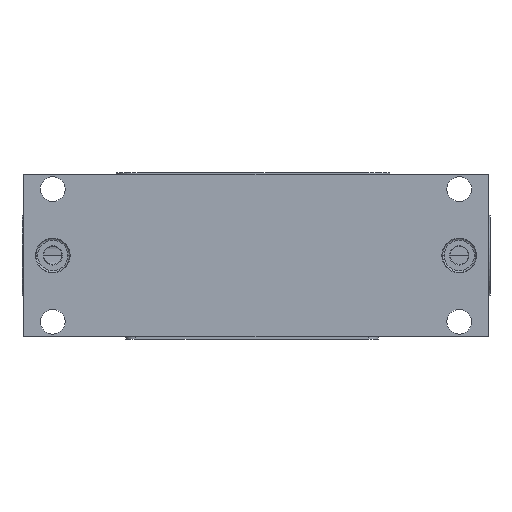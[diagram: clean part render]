
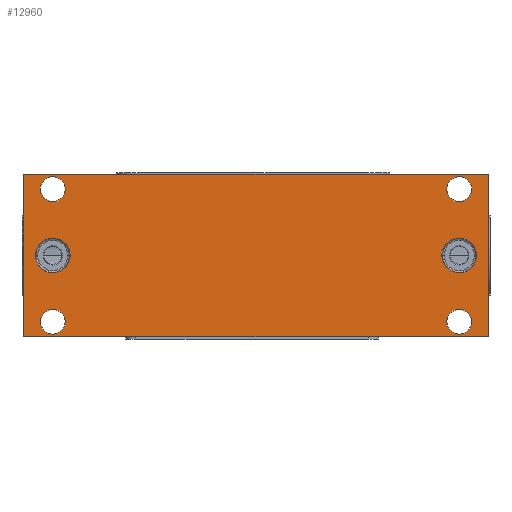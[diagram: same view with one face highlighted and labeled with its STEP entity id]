
A CAD part, front view. The second image highlights one B-rep face of the part: STEP entity #12960.
In plain terms, the highlighted planar face has unit normal (0, -1, 0).
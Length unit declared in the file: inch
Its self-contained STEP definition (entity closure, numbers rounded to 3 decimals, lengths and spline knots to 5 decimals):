
#10551=DIRECTION('',(0.,0.,-1.));
#10552=VECTOR('',#10551,1.45);
#10553=CARTESIAN_POINT('',(-2.07,-1.09,0.725));
#10554=LINE('',#10553,#10552);
#10555=DIRECTION('',(-1.,0.,0.));
#10556=VECTOR('',#10555,4.14);
#10557=CARTESIAN_POINT('',(2.07,-1.09,0.725));
#10558=LINE('',#10557,#10556);
#10559=DIRECTION('',(0.,0.,1.));
#10560=VECTOR('',#10559,1.45);
#10561=CARTESIAN_POINT('',(2.07,-1.09,-0.725));
#10562=LINE('',#10561,#10560);
#10563=DIRECTION('',(1.,0.,0.));
#10564=VECTOR('',#10563,4.14);
#10565=CARTESIAN_POINT('',(-2.07,-1.09,-0.725));
#10566=LINE('',#10565,#10564);
#10567=CARTESIAN_POINT('',(-1.811,-1.09,0.591));
#10568=DIRECTION('',(0.,-1.,0.));
#10569=DIRECTION('',(1.,0.,0.));
#10570=AXIS2_PLACEMENT_3D('',#10567,#10568,#10569);
#10572=CARTESIAN_POINT('',(-1.811,-1.09,0.591));
#10573=DIRECTION('',(0.,-1.,0.));
#10574=DIRECTION('',(-1.,0.,0.));
#10575=AXIS2_PLACEMENT_3D('',#10572,#10573,#10574);
#10577=CARTESIAN_POINT('',(1.811,-1.09,0.591));
#10578=DIRECTION('',(0.,-1.,0.));
#10579=DIRECTION('',(1.,0.,0.));
#10580=AXIS2_PLACEMENT_3D('',#10577,#10578,#10579);
#10582=CARTESIAN_POINT('',(1.811,-1.09,0.591));
#10583=DIRECTION('',(0.,-1.,0.));
#10584=DIRECTION('',(-1.,0.,0.));
#10585=AXIS2_PLACEMENT_3D('',#10582,#10583,#10584);
#10587=CARTESIAN_POINT('',(-1.811,-1.09,-0.591));
#10588=DIRECTION('',(0.,-1.,0.));
#10589=DIRECTION('',(1.,0.,0.));
#10590=AXIS2_PLACEMENT_3D('',#10587,#10588,#10589);
#10592=CARTESIAN_POINT('',(-1.811,-1.09,-0.591));
#10593=DIRECTION('',(0.,-1.,0.));
#10594=DIRECTION('',(-1.,0.,0.));
#10595=AXIS2_PLACEMENT_3D('',#10592,#10593,#10594);
#10597=CARTESIAN_POINT('',(1.811,-1.09,-0.591));
#10598=DIRECTION('',(0.,-1.,0.));
#10599=DIRECTION('',(1.,0.,0.));
#10600=AXIS2_PLACEMENT_3D('',#10597,#10598,#10599);
#10602=CARTESIAN_POINT('',(1.811,-1.09,-0.591));
#10603=DIRECTION('',(0.,-1.,0.));
#10604=DIRECTION('',(-1.,0.,0.));
#10605=AXIS2_PLACEMENT_3D('',#10602,#10603,#10604);
#10607=CARTESIAN_POINT('',(-1.811,-1.09,0.));
#10608=DIRECTION('',(0.,1.,0.));
#10609=DIRECTION('',(-1.,0.,0.));
#10610=AXIS2_PLACEMENT_3D('',#10607,#10608,#10609);
#10612=CARTESIAN_POINT('',(-1.811,-1.09,0.));
#10613=DIRECTION('',(0.,1.,0.));
#10614=DIRECTION('',(1.,0.,0.));
#10615=AXIS2_PLACEMENT_3D('',#10612,#10613,#10614);
#10617=CARTESIAN_POINT('',(1.811,-1.09,0.));
#10618=DIRECTION('',(0.,1.,0.));
#10619=DIRECTION('',(-1.,0.,0.));
#10620=AXIS2_PLACEMENT_3D('',#10617,#10618,#10619);
#10622=CARTESIAN_POINT('',(1.811,-1.09,0.));
#10623=DIRECTION('',(0.,1.,0.));
#10624=DIRECTION('',(1.,0.,0.));
#10625=AXIS2_PLACEMENT_3D('',#10622,#10623,#10624);
#12324=CARTESIAN_POINT('',(-2.07,-1.09,0.725));
#12325=CARTESIAN_POINT('',(-2.07,-1.09,-0.725));
#12326=VERTEX_POINT('',#12324);
#12327=VERTEX_POINT('',#12325);
#12328=CARTESIAN_POINT('',(2.07,-1.09,-0.725));
#12329=VERTEX_POINT('',#12328);
#12330=CARTESIAN_POINT('',(2.07,-1.09,0.725));
#12331=VERTEX_POINT('',#12330);
#12576=CARTESIAN_POINT('',(-1.7005,-1.09,0.591));
#12577=CARTESIAN_POINT('',(-1.9215,-1.09,0.591));
#12578=VERTEX_POINT('',#12576);
#12579=VERTEX_POINT('',#12577);
#12584=CARTESIAN_POINT('',(1.9215,-1.09,0.591));
#12585=CARTESIAN_POINT('',(1.7005,-1.09,0.591));
#12586=VERTEX_POINT('',#12584);
#12587=VERTEX_POINT('',#12585);
#12592=CARTESIAN_POINT('',(-1.7005,-1.09,-0.591));
#12593=CARTESIAN_POINT('',(-1.9215,-1.09,-0.591));
#12594=VERTEX_POINT('',#12592);
#12595=VERTEX_POINT('',#12593);
#12600=CARTESIAN_POINT('',(1.9215,-1.09,-0.591));
#12601=CARTESIAN_POINT('',(1.7005,-1.09,-0.591));
#12602=VERTEX_POINT('',#12600);
#12603=VERTEX_POINT('',#12601);
#12640=CARTESIAN_POINT('',(-1.966,-1.09,0.));
#12641=CARTESIAN_POINT('',(-1.656,-1.09,0.));
#12642=VERTEX_POINT('',#12640);
#12643=VERTEX_POINT('',#12641);
#12648=CARTESIAN_POINT('',(1.656,-1.09,0.));
#12649=CARTESIAN_POINT('',(1.966,-1.09,0.));
#12650=VERTEX_POINT('',#12648);
#12651=VERTEX_POINT('',#12649);
#12913=CARTESIAN_POINT('',(0.,-1.09,0.));
#12914=DIRECTION('',(0.,-1.,0.));
#12915=DIRECTION('',(1.,0.,0.));
#12916=AXIS2_PLACEMENT_3D('',#12913,#12914,#12915);
#12917=PLANE('',#12916);
#12918=ORIENTED_EDGE('',*,*,#12853,.F.);
#12919=ORIENTED_EDGE('',*,*,#12874,.F.);
#12920=ORIENTED_EDGE('',*,*,#12888,.F.);
#12921=ORIENTED_EDGE('',*,*,#12907,.F.);
#12922=EDGE_LOOP('',(#12918,#12919,#12920,#12921));
#12923=FACE_OUTER_BOUND('',#12922,.F.);
#12925=ORIENTED_EDGE('',*,*,#12924,.T.);
#12927=ORIENTED_EDGE('',*,*,#12926,.T.);
#12928=EDGE_LOOP('',(#12925,#12927));
#12929=FACE_BOUND('',#12928,.F.);
#12931=ORIENTED_EDGE('',*,*,#12930,.T.);
#12933=ORIENTED_EDGE('',*,*,#12932,.T.);
#12934=EDGE_LOOP('',(#12931,#12933));
#12935=FACE_BOUND('',#12934,.F.);
#12937=ORIENTED_EDGE('',*,*,#12936,.T.);
#12939=ORIENTED_EDGE('',*,*,#12938,.T.);
#12940=EDGE_LOOP('',(#12937,#12939));
#12941=FACE_BOUND('',#12940,.F.);
#12943=ORIENTED_EDGE('',*,*,#12942,.T.);
#12945=ORIENTED_EDGE('',*,*,#12944,.T.);
#12946=EDGE_LOOP('',(#12943,#12945));
#12947=FACE_BOUND('',#12946,.F.);
#12949=ORIENTED_EDGE('',*,*,#12948,.F.);
#12951=ORIENTED_EDGE('',*,*,#12950,.F.);
#12952=EDGE_LOOP('',(#12949,#12951));
#12953=FACE_BOUND('',#12952,.F.);
#12955=ORIENTED_EDGE('',*,*,#12954,.F.);
#12957=ORIENTED_EDGE('',*,*,#12956,.F.);
#12958=EDGE_LOOP('',(#12955,#12957));
#12959=FACE_BOUND('',#12958,.F.);
#12960=ADVANCED_FACE('',(#12923,#12929,#12935,#12941,#12947,#12953,#12959),
#12917,.T.);
#10571=CIRCLE('',#10570,0.1105);
#10576=CIRCLE('',#10575,0.1105);
#10581=CIRCLE('',#10580,0.1105);
#10586=CIRCLE('',#10585,0.1105);
#10591=CIRCLE('',#10590,0.1105);
#10596=CIRCLE('',#10595,0.1105);
#10601=CIRCLE('',#10600,0.1105);
#10606=CIRCLE('',#10605,0.1105);
#10611=CIRCLE('',#10610,0.155);
#10616=CIRCLE('',#10615,0.155);
#10621=CIRCLE('',#10620,0.155);
#10626=CIRCLE('',#10625,0.155);
#12853=EDGE_CURVE('',#12326,#12327,#10554,.T.);
#12874=EDGE_CURVE('',#12331,#12326,#10558,.T.);
#12888=EDGE_CURVE('',#12329,#12331,#10562,.T.);
#12907=EDGE_CURVE('',#12327,#12329,#10566,.T.);
#12924=EDGE_CURVE('',#12578,#12579,#10571,.T.);
#12926=EDGE_CURVE('',#12579,#12578,#10576,.T.);
#12930=EDGE_CURVE('',#12586,#12587,#10581,.T.);
#12932=EDGE_CURVE('',#12587,#12586,#10586,.T.);
#12936=EDGE_CURVE('',#12594,#12595,#10591,.T.);
#12938=EDGE_CURVE('',#12595,#12594,#10596,.T.);
#12942=EDGE_CURVE('',#12602,#12603,#10601,.T.);
#12944=EDGE_CURVE('',#12603,#12602,#10606,.T.);
#12948=EDGE_CURVE('',#12642,#12643,#10611,.T.);
#12950=EDGE_CURVE('',#12643,#12642,#10616,.T.);
#12954=EDGE_CURVE('',#12650,#12651,#10621,.T.);
#12956=EDGE_CURVE('',#12651,#12650,#10626,.T.);
